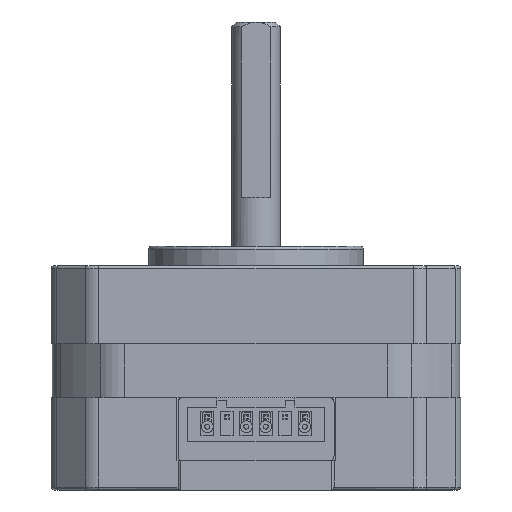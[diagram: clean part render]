
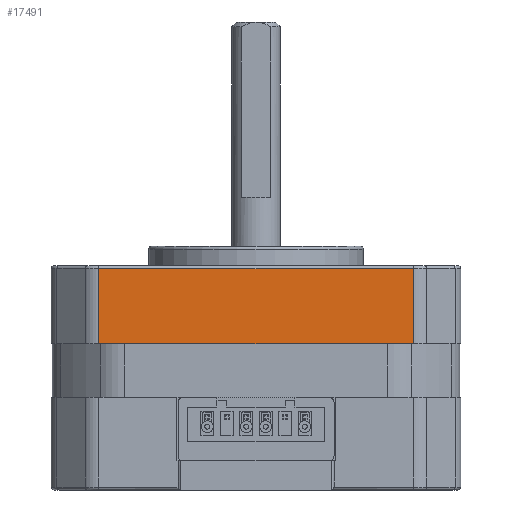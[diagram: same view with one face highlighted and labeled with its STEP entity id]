
A CAD part, front view. The second image highlights one B-rep face of the part: STEP entity #17491.
In plain terms, the highlighted planar face has unit normal (0, -1, 0).
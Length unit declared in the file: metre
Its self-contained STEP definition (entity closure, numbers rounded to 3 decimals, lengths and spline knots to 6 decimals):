
#183 = CARTESIAN_POINT ( 'NONE',  ( 0.016108, -0.021, 0.0227 ) ) ;
#370 = EDGE_CURVE ( 'NONE', #7146, #21095, #14698, .T. ) ;
#2229 = VECTOR ( 'NONE', #11726, 1. ) ;
#2245 = CARTESIAN_POINT ( 'NONE',  ( -0.016108, -0.021, 0.0227 ) ) ;
#2662 = CARTESIAN_POINT ( 'NONE',  ( 0.016108, -0.021, 0.023 ) ) ;
#4774 = ORIENTED_EDGE ( 'NONE', *, *, #22406, .T. ) ;
#6410 = EDGE_LOOP ( 'NONE', ( #4774, #7530, #11664, #20023 ) ) ;
#6681 = LINE ( 'NONE', #2245, #27162 ) ;
#7146 = VERTEX_POINT ( 'NONE', #18274 ) ;
#7530 = ORIENTED_EDGE ( 'NONE', *, *, #22229, .T. ) ;
#8198 = FACE_OUTER_BOUND ( 'NONE', #6410, .T. ) ;
#9242 = VERTEX_POINT ( 'NONE', #24261 ) ;
#9556 = CARTESIAN_POINT ( 'NONE',  ( 0., -0.021, 0.015 ) ) ;
#10118 = CARTESIAN_POINT ( 'NONE',  ( -0.016108, -0.021, 0.023 ) ) ;
#10802 = CARTESIAN_POINT ( 'NONE',  ( -0.016108, -0.021, 0.015 ) ) ;
#11343 = DIRECTION ( 'NONE',  ( 0., 0., 1. ) ) ;
#11664 = ORIENTED_EDGE ( 'NONE', *, *, #370, .T. ) ;
#11726 = DIRECTION ( 'NONE',  ( 1., 0., 0. ) ) ;
#14123 = EDGE_CURVE ( 'NONE', #21095, #9242, #18134, .T. ) ;
#14282 = VERTEX_POINT ( 'NONE', #183 ) ;
#14698 = LINE ( 'NONE', #10118, #21024 ) ;
#14731 = PLANE ( 'NONE',  #20193 ) ;
#17491 = ADVANCED_FACE ( 'NONE', ( #8198 ), #14731, .F. ) ;
#18134 = LINE ( 'NONE', #9556, #2229 ) ;
#18274 = CARTESIAN_POINT ( 'NONE',  ( -0.016108, -0.021, 0.0227 ) ) ;
#19282 = DIRECTION ( 'NONE',  ( 0., 1., 0. ) ) ;
#19336 = DIRECTION ( 'NONE',  ( -1., 0., 0. ) ) ;
#20023 = ORIENTED_EDGE ( 'NONE', *, *, #14123, .T. ) ;
#20193 = AXIS2_PLACEMENT_3D ( 'NONE', #21392, #19282, #27946 ) ;
#21024 = VECTOR ( 'NONE', #27915, 1. ) ;
#21095 = VERTEX_POINT ( 'NONE', #10802 ) ;
#21392 = CARTESIAN_POINT ( 'NONE',  ( 0., -0.021, 0.023 ) ) ;
#22149 = LINE ( 'NONE', #2662, #25332 ) ;
#22229 = EDGE_CURVE ( 'NONE', #14282, #7146, #6681, .T. ) ;
#22406 = EDGE_CURVE ( 'NONE', #9242, #14282, #22149, .T. ) ;
#24261 = CARTESIAN_POINT ( 'NONE',  ( 0.016108, -0.021, 0.015 ) ) ;
#25332 = VECTOR ( 'NONE', #11343, 1. ) ;
#27162 = VECTOR ( 'NONE', #19336, 1. ) ;
#27915 = DIRECTION ( 'NONE',  ( 0., 0., -1. ) ) ;
#27946 = DIRECTION ( 'NONE',  ( 1., 0., 0. ) ) ;
